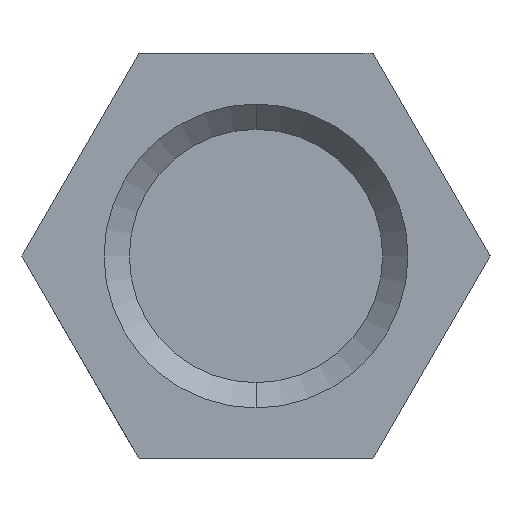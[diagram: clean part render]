
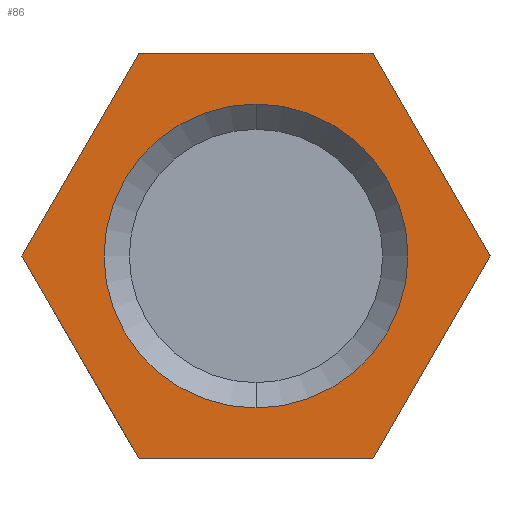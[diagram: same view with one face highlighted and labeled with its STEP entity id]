
A CAD part, left-side view. The second image highlights one B-rep face of the part: STEP entity #86.
In plain terms, the highlighted planar face has unit normal (-1, 0, 0).
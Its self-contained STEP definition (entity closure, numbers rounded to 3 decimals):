
#86=ADVANCED_FACE('',(#383,#384),#385,.F.);
#383=FACE_OUTER_BOUND('',#941,.T.);
#384=FACE_BOUND('',#942,.T.);
#385=PLANE('',#943);
#941=EDGE_LOOP('',(#5141,#5142,#5143,#5144,#5145,#5146));
#942=EDGE_LOOP('',(#5147,#5148));
#943=AXIS2_PLACEMENT_3D('',#5149,#5150,#5151);
#5141=ORIENTED_EDGE('',*,*,#6995,.F.);
#5142=ORIENTED_EDGE('',*,*,#6999,.F.);
#5143=ORIENTED_EDGE('',*,*,#7001,.F.);
#5144=ORIENTED_EDGE('',*,*,#6798,.F.);
#5145=ORIENTED_EDGE('',*,*,#7004,.F.);
#5146=ORIENTED_EDGE('',*,*,#7006,.F.);
#5147=ORIENTED_EDGE('',*,*,#6788,.T.);
#5148=ORIENTED_EDGE('',*,*,#7007,.T.);
#5149=CARTESIAN_POINT('',(-35.0,-4.619,0.));
#5150=DIRECTION('',(1.0,0.0,0.0));
#5151=DIRECTION('',(0.0,1.0,0.0));
#6788=EDGE_CURVE('',#7496,#7494,#7497,.T.);
#6798=EDGE_CURVE('',#7512,#7514,#7515,.T.);
#6995=EDGE_CURVE('',#7904,#7906,#7907,.T.);
#6999=EDGE_CURVE('',#7911,#7904,#7913,.T.);
#7001=EDGE_CURVE('',#7514,#7911,#7915,.T.);
#7004=EDGE_CURVE('',#7918,#7512,#7920,.T.);
#7006=EDGE_CURVE('',#7906,#7918,#7922,.T.);
#7007=EDGE_CURVE('',#7494,#7496,#7923,.T.);
#7494=VERTEX_POINT('',#8663);
#7496=VERTEX_POINT('',#8666);
#7497=CIRCLE('',#8667,3.0);
#7512=VERTEX_POINT('',#8688);
#7514=VERTEX_POINT('',#8691);
#7515=LINE('',#8692,#8693);
#7904=VERTEX_POINT('',#10443);
#7906=VERTEX_POINT('',#10446);
#7907=LINE('',#10447,#10448);
#7911=VERTEX_POINT('',#10454);
#7913=LINE('',#10457,#10458);
#7915=LINE('',#10461,#10462);
#7918=VERTEX_POINT('',#10466);
#7920=LINE('',#10469,#10470);
#7922=LINE('',#10473,#10474);
#7923=CIRCLE('',#10475,3.0);
#8663=CARTESIAN_POINT('',(-35.0,0.,-3.0));
#8666=CARTESIAN_POINT('',(-35.0,0.0,3.0));
#8667=AXIS2_PLACEMENT_3D('',#13646,#13647,#13648);
#8688=CARTESIAN_POINT('',(-35.0,2.309,-4.));
#8691=CARTESIAN_POINT('',(-35.0,4.619,0.));
#8692=CARTESIAN_POINT('',(-35.0,2.309,-4.));
#8693=VECTOR('',#13662,1000.0);
#10443=CARTESIAN_POINT('',(-35.0,-2.309,4.0));
#10446=CARTESIAN_POINT('',(-35.0,-4.619,0.));
#10447=CARTESIAN_POINT('',(-35.0,-2.309,4.0));
#10448=VECTOR('',#13791,1000.0);
#10454=CARTESIAN_POINT('',(-35.0,2.309,4.));
#10457=CARTESIAN_POINT('',(-35.0,2.309,4.));
#10458=VECTOR('',#13795,1000.0);
#10461=CARTESIAN_POINT('',(-35.0,4.619,0.));
#10462=VECTOR('',#13797,1000.0);
#10466=CARTESIAN_POINT('',(-35.0,-2.309,-4.0));
#10469=CARTESIAN_POINT('',(-35.0,-2.309,-4.0));
#10470=VECTOR('',#13800,1000.0);
#10473=CARTESIAN_POINT('',(-35.0,-4.619,0.));
#10474=VECTOR('',#13802,1000.0);
#10475=AXIS2_PLACEMENT_3D('',#13803,#13804,#13805);
#13646=CARTESIAN_POINT('',(-35.0,0.0,0.0));
#13647=DIRECTION('',(1.0,0.0,0.0));
#13648=DIRECTION('',(0.0,0.0,-1.0));
#13662=DIRECTION('',(0.0,0.5,0.866));
#13791=DIRECTION('',(0.0,-0.5,-0.866));
#13795=DIRECTION('',(0.0,-1.0,0.));
#13797=DIRECTION('',(0.0,-0.5,0.866));
#13800=DIRECTION('',(0.0,1.0,0.));
#13802=DIRECTION('',(0.0,0.5,-0.866));
#13803=CARTESIAN_POINT('',(-35.0,0.0,0.0));
#13804=DIRECTION('',(1.0,0.0,0.0));
#13805=DIRECTION('',(0.0,0.0,-1.0));
